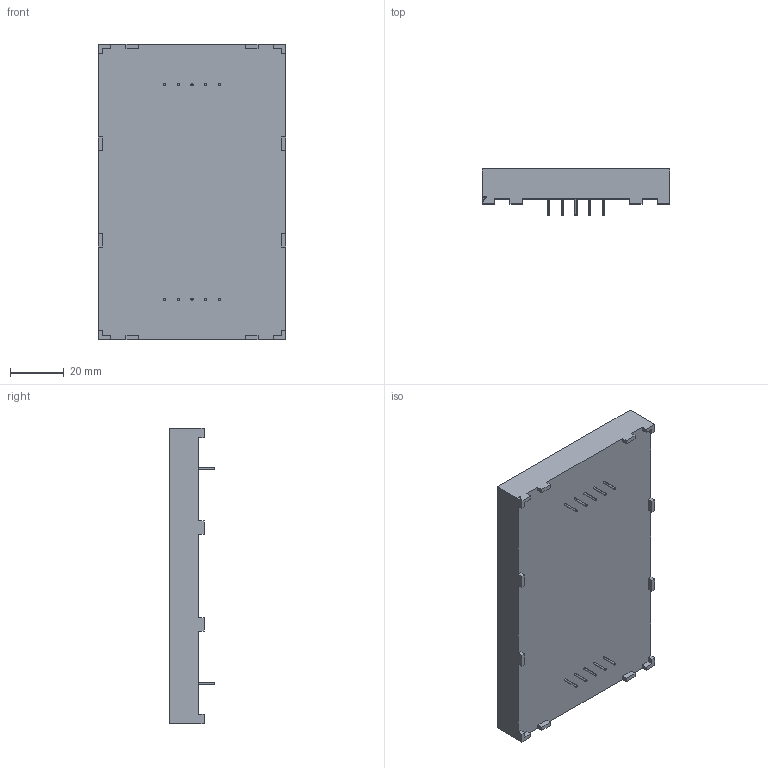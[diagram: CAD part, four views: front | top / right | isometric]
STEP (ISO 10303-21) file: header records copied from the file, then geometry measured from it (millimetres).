
FILE_DESCRIPTION (( 'STEP AP214' ), '1' );
FILE_NAME ('XDxx76x.STEP', '2015-09-11T16:58:03', ( '' ), ( '' ), 'SwSTEP 2.0', 'SolidWorks 2012', '' );
FILE_SCHEMA (( 'AUTOMOTIVE_DESIGN' ));
Length unit declared in the file: millimetre
Products named in the file (1): XDxx76x
Bounding box: 70 x 17 x 110 mm (x, y, z)
Volume: 84776.5 mm3; surface area: 19902.4 mm2
Topology: 1 solids, 1 shells, 369 faces, 984 edges, 656 vertices
Faces by surface type: plane 244, bspline 99, cylinder 26
Entity records: 19539 total; most frequent: CARTESIAN_POINT 7365, ORIENTED_EDGE 1968, DIRECTION 1380, EDGE_CURVE 984, LINE 734, VECTOR 734, VERTEX_POINT 656, EDGE_LOOP 408
